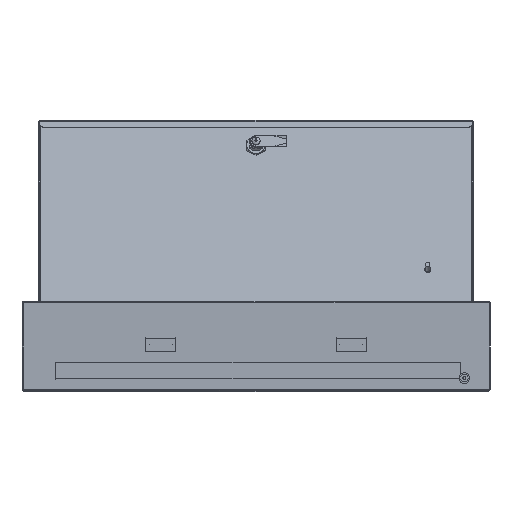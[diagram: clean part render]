
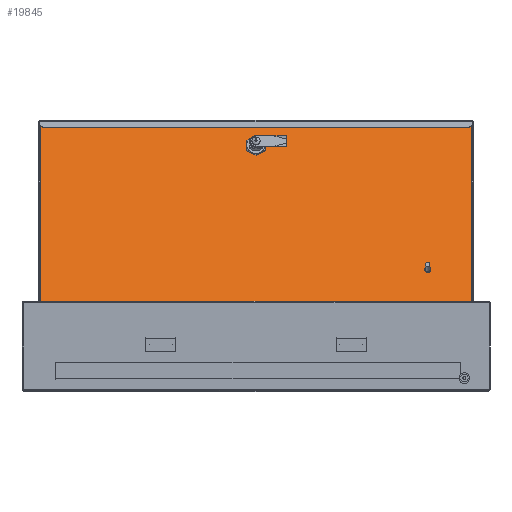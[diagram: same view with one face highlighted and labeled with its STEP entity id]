
A CAD part, left-side view. The second image highlights one B-rep face of the part: STEP entity #19845.
In plain terms, the highlighted face is planar.
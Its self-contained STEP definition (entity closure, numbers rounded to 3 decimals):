
#581 = DIRECTION ( 'NONE',  ( -1., 0., 0. ) ) ;
#614 = VERTEX_POINT ( 'NONE', #5425 ) ;
#744 = ORIENTED_EDGE ( 'NONE', *, *, #8449, .T. ) ;
#934 = DIRECTION ( 'NONE',  ( 0., -1., 0. ) ) ;
#1349 = CARTESIAN_POINT ( 'NONE',  ( 133., -285.7, 0. ) ) ;
#1528 = VERTEX_POINT ( 'NONE', #7490 ) ;
#1726 = CARTESIAN_POINT ( 'NONE',  ( -102., 0., 0. ) ) ;
#1799 = CARTESIAN_POINT ( 'NONE',  ( 131.2, 285.7, 0. ) ) ;
#1841 = EDGE_CURVE ( 'NONE', #4902, #10484, #5720, .T. ) ;
#1875 = VECTOR ( 'NONE', #12999, 1000. ) ;
#2027 = DIRECTION ( 'NONE',  ( 0., 0., -1. ) ) ;
#2891 = DIRECTION ( 'NONE',  ( -1., 0., 0. ) ) ;
#3667 = ORIENTED_EDGE ( 'NONE', *, *, #19660, .T. ) ;
#3780 = CARTESIAN_POINT ( 'NONE',  ( -131.2, -287.5, 0. ) ) ;
#3814 = CARTESIAN_POINT ( 'NONE',  ( -110.25, 4.71, 0. ) ) ;
#4141 = EDGE_LOOP ( 'NONE', ( #8564, #11160, #18941, #19171 ) ) ;
#4488 = DIRECTION ( 'NONE',  ( 1., 0., 0. ) ) ;
#4508 = AXIS2_PLACEMENT_3D ( 'NONE', #9290, #12454, #4970 ) ;
#4521 = CIRCLE ( 'NONE', #12368, 9.5 ) ;
#4902 = VERTEX_POINT ( 'NONE', #1799 ) ;
#4970 = DIRECTION ( 'NONE',  ( 1., 0., 0. ) ) ;
#5206 = CARTESIAN_POINT ( 'NONE',  ( -110.25, -4.71, 0. ) ) ;
#5318 = VECTOR ( 'NONE', #2891, 1000. ) ;
#5425 = CARTESIAN_POINT ( 'NONE',  ( -93.75, -4.71, 0. ) ) ;
#5479 = EDGE_LOOP ( 'NONE', ( #3667, #16855, #16920, #744 ) ) ;
#5720 = LINE ( 'NONE', #8721, #16168 ) ;
#5734 = VECTOR ( 'NONE', #11440, 1000. ) ;
#5911 = DIRECTION ( 'NONE',  ( 0., 0., -1. ) ) ;
#6090 = CARTESIAN_POINT ( 'NONE',  ( -93.75, -4.71, 0. ) ) ;
#6220 = CARTESIAN_POINT ( 'NONE',  ( 72.5, -227.5, 0. ) ) ;
#6312 = VERTEX_POINT ( 'NONE', #6220 ) ;
#6313 = CARTESIAN_POINT ( 'NONE',  ( -133., 285.7, 0. ) ) ;
#6528 = PLANE ( 'NONE',  #4508 ) ;
#6751 = LINE ( 'NONE', #3780, #1875 ) ;
#7490 = CARTESIAN_POINT ( 'NONE',  ( -131.2, 285.7, 0. ) ) ;
#7497 = CARTESIAN_POINT ( 'NONE',  ( -93.75, 4.71, 0. ) ) ;
#7730 = LINE ( 'NONE', #6090, #19092 ) ;
#8172 = FACE_OUTER_BOUND ( 'NONE', #5479, .T. ) ;
#8361 = CARTESIAN_POINT ( 'NONE',  ( 73., -227.5, 0. ) ) ;
#8362 = VERTEX_POINT ( 'NONE', #12104 ) ;
#8449 = EDGE_CURVE ( 'NONE', #10484, #8362, #14063, .T. ) ;
#8477 = VERTEX_POINT ( 'NONE', #7497 ) ;
#8564 = ORIENTED_EDGE ( 'NONE', *, *, #17290, .F. ) ;
#8721 = CARTESIAN_POINT ( 'NONE',  ( 131.2, 3162.5, 0. ) ) ;
#9001 = CARTESIAN_POINT ( 'NONE',  ( -102., 0., 0. ) ) ;
#9290 = CARTESIAN_POINT ( 'NONE',  ( -133., -287.5, 0. ) ) ;
#9484 = EDGE_CURVE ( 'NONE', #8477, #614, #7730, .T. ) ;
#10484 = VERTEX_POINT ( 'NONE', #18717 ) ;
#10550 = EDGE_CURVE ( 'NONE', #614, #13073, #19771, .T. ) ;
#10907 = LINE ( 'NONE', #6313, #15196 ) ;
#11011 = FACE_BOUND ( 'NONE', #14819, .T. ) ;
#11051 = CARTESIAN_POINT ( 'NONE',  ( -110.25, -4.71, 0. ) ) ;
#11160 = ORIENTED_EDGE ( 'NONE', *, *, #10550, .F. ) ;
#11226 = LINE ( 'NONE', #5206, #5734 ) ;
#11440 = DIRECTION ( 'NONE',  ( 0., 1., 0. ) ) ;
#11978 = EDGE_CURVE ( 'NONE', #1528, #4902, #10907, .T. ) ;
#12104 = CARTESIAN_POINT ( 'NONE',  ( -131.2, -285.7, 0. ) ) ;
#12368 = AXIS2_PLACEMENT_3D ( 'NONE', #9001, #5911, #15244 ) ;
#12454 = DIRECTION ( 'NONE',  ( 0., 0., 1. ) ) ;
#12999 = DIRECTION ( 'NONE',  ( 0., 1., 0. ) ) ;
#13073 = VERTEX_POINT ( 'NONE', #11051 ) ;
#13381 = EDGE_CURVE ( 'NONE', #20168, #8477, #4521, .T. ) ;
#14063 = LINE ( 'NONE', #1349, #5318 ) ;
#14336 = ORIENTED_EDGE ( 'NONE', *, *, #18885, .F. ) ;
#14609 = DIRECTION ( 'NONE',  ( 0., 0., -1. ) ) ;
#14819 = EDGE_LOOP ( 'NONE', ( #14336 ) ) ;
#15196 = VECTOR ( 'NONE', #4488, 1000. ) ;
#15244 = DIRECTION ( 'NONE',  ( 1., 0., 0. ) ) ;
#15263 = CIRCLE ( 'NONE', #19192, 0.5 ) ;
#15837 = FACE_BOUND ( 'NONE', #4141, .T. ) ;
#16168 = VECTOR ( 'NONE', #934, 1000. ) ;
#16209 = AXIS2_PLACEMENT_3D ( 'NONE', #1726, #2027, #17307 ) ;
#16855 = ORIENTED_EDGE ( 'NONE', *, *, #11978, .T. ) ;
#16920 = ORIENTED_EDGE ( 'NONE', *, *, #1841, .T. ) ;
#17290 = EDGE_CURVE ( 'NONE', #13073, #20168, #11226, .T. ) ;
#17307 = DIRECTION ( 'NONE',  ( 1., 0., 0. ) ) ;
#18472 = DIRECTION ( 'NONE',  ( 0., -1., 0. ) ) ;
#18717 = CARTESIAN_POINT ( 'NONE',  ( 131.2, -285.7, 0. ) ) ;
#18885 = EDGE_CURVE ( 'NONE', #6312, #6312, #15263, .T. ) ;
#18941 = ORIENTED_EDGE ( 'NONE', *, *, #9484, .F. ) ;
#19092 = VECTOR ( 'NONE', #18472, 1000. ) ;
#19171 = ORIENTED_EDGE ( 'NONE', *, *, #13381, .F. ) ;
#19192 = AXIS2_PLACEMENT_3D ( 'NONE', #8361, #14609, #581 ) ;
#19660 = EDGE_CURVE ( 'NONE', #8362, #1528, #6751, .T. ) ;
#19771 = CIRCLE ( 'NONE', #16209, 9.5 ) ;
#19845 = ADVANCED_FACE ( 'NONE', ( #11011, #15837, #8172 ), #6528, .F. ) ;
#20168 = VERTEX_POINT ( 'NONE', #3814 ) ;
